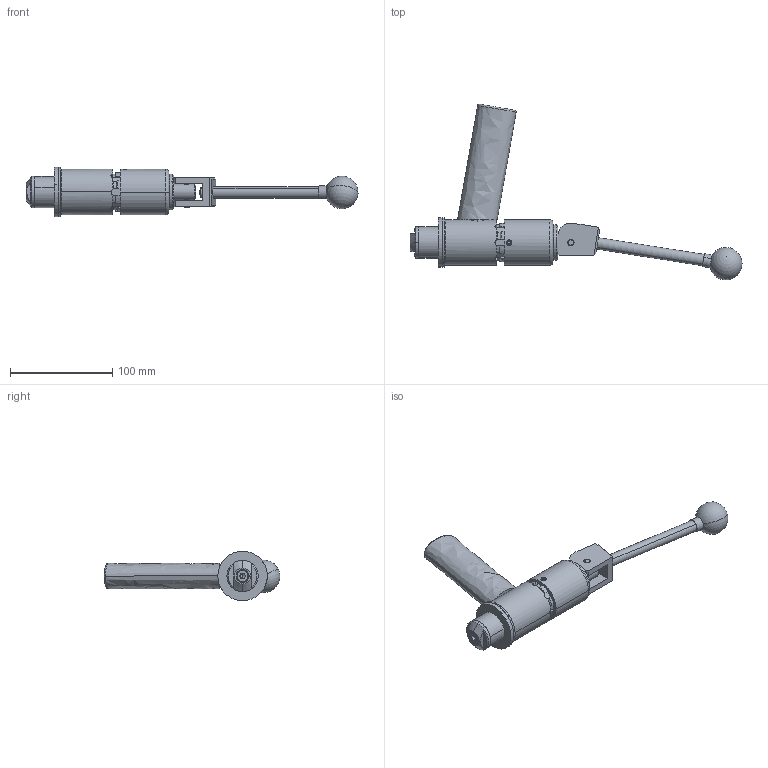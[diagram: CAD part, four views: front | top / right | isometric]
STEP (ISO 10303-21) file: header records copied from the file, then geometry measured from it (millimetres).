
FILE_DESCRIPTION (( 'STEP AP214' ), '1' );
FILE_NAME ('CTSC-003880.STEP', '2025-06-26T15:23:08', ( '' ), ( '' ), 'SwSTEP 2.0', 'SolidWorks 2023', '' );
FILE_SCHEMA (( 'AUTOMOTIVE_DESIGN' ));
Length unit declared in the file: inch
Products named in the file (1): CTSC-003880
Bounding box: 324.39 x 171.73 x 48.26 mm (x, y, z)
Volume: 312629.4 mm3; surface area: 79369.7 mm2
Topology: 10 solids, 11 shells, 323 faces, 792 edges, 507 vertices
Faces by surface type: cylinder 138, plane 117, cone 50, torus 9, bspline 7, sphere 2
Entity records: 15937 total; most frequent: CARTESIAN_POINT 4286, DIRECTION 1567, ORIENTED_EDGE 1566, EDGE_CURVE 783, AXIS2_PLACEMENT_3D 609, VERTEX_POINT 504, EDGE_LOOP 365, VECTOR 349
